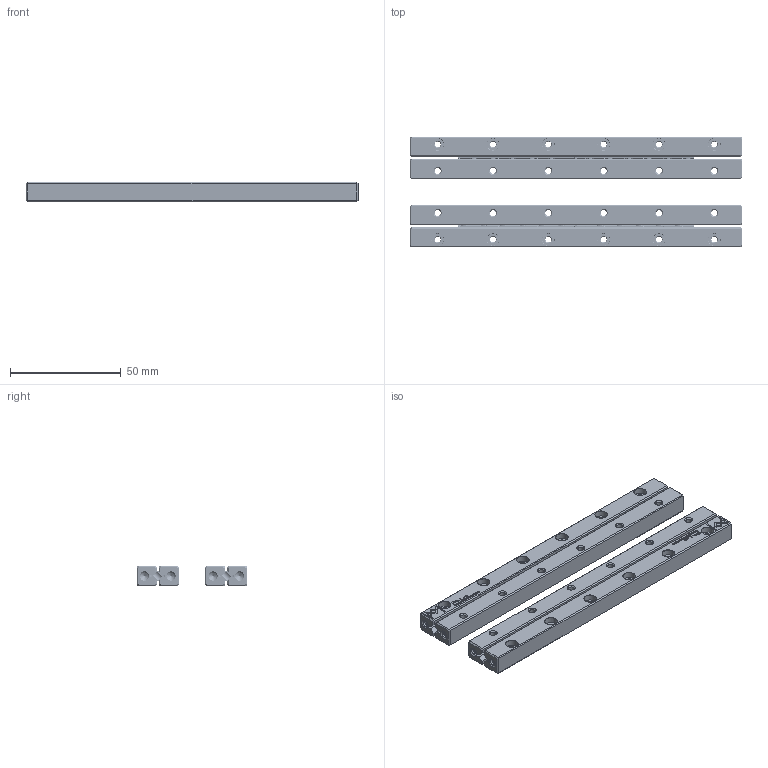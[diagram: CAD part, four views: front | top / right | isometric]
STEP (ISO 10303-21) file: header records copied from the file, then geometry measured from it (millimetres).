
FILE_DESCRIPTION(/* description */ (''),/* implementation_level */ '2;1');
FILE_NAME(/* name */ 'Set RNG-4150x22KRE-ACC_stp.stp',/* time_stamp */ '2025-05-02T15:33:23+02:00',/* author */ (''),/* organization */ (''),/* preprocessor_version */ 'ST-DEVELOPER v16.7',/* originating_system */ 'SIEMENS PLM Software NX 12.0',/* authorisation */ '');
FILE_SCHEMA (('AUTOMOTIVE_DESIGN { 1 0 10303 214 3 1 1 1 }'));
Products named in the file (1): Set RNG-4150x22KRE-ACC_stp
Bounding box: 150 x 50 x 9 mm (x, y, z)
Volume: 44248.5 mm3; surface area: 36087.2 mm2
Topology: 60 solids, 60 shells, 5212 faces, 14634 edges, 9658 vertices
Faces by surface type: plane 3160, cylinder 1048, bspline 360, torus 360, cone 192, extrusion 92
Full cylindrical faces by diameter (mm): 0.5 x192, 1.5 x8, 2 x44, 2.26 x8, 2.65 x24, 3.2 x8, 4 x44, 5.5 x24
Entity records: 179870 total; most frequent: CARTESIAN_POINT 40341, ORIENTED_EDGE 27808, DIRECTION 25362, EDGE_CURVE 13904, VECTOR 9624, LINE 9532, VERTEX_POINT 9476, AXIS2_PLACEMENT_3D 7869
